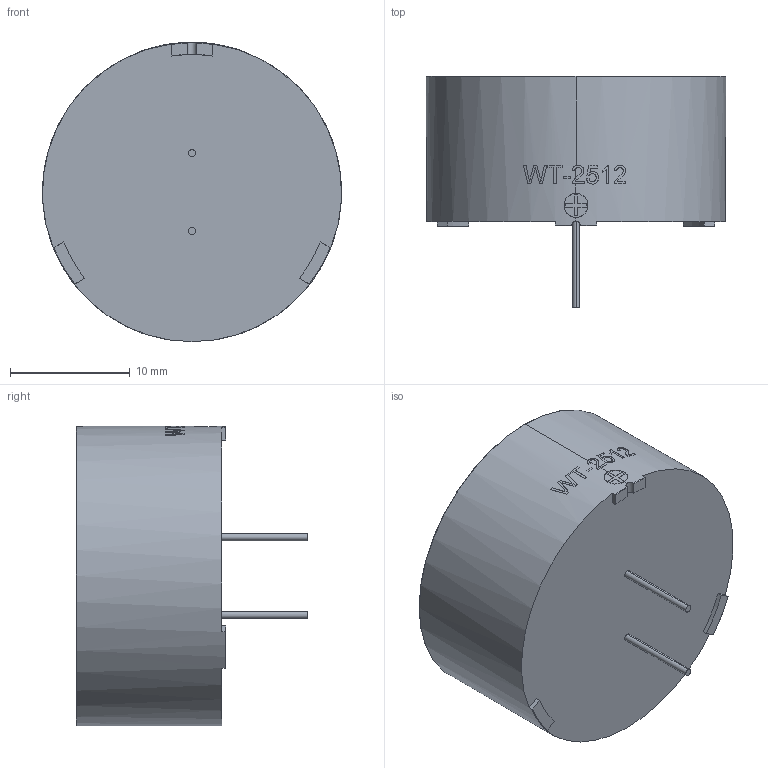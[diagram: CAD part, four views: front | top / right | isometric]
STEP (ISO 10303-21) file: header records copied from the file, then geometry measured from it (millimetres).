
FILE_DESCRIPTION (( 'STEP AP203' ), '1' );
FILE_NAME ('WT-2512.STEP', '2017-03-06T21:29:36', ( 'Gem' ), ( '' ), 'SwSTEP 2.0', 'SolidWorks 2013', '' );
FILE_SCHEMA (( 'CONFIG_CONTROL_DESIGN' ));
Length unit declared in the file: millimetre
Products named in the file (1): WT-2512
Bounding box: 25 x 19.33 x 25.01 mm (x, y, z)
Volume: 5954.9 mm3; surface area: 1983.3 mm2
Topology: 4 solids, 4 shells, 142 faces, 378 edges, 251 vertices
Faces by surface type: plane 63, bspline 49, cylinder 24, torus 6
Entity records: 7369 total; most frequent: CARTESIAN_POINT 4171, ORIENTED_EDGE 756, DIRECTION 469, EDGE_CURVE 378, VERTEX_POINT 251, B_SPLINE_CURVE_WITH_KNOTS 177, AXIS2_PLACEMENT_3D 174, EDGE_LOOP 149
